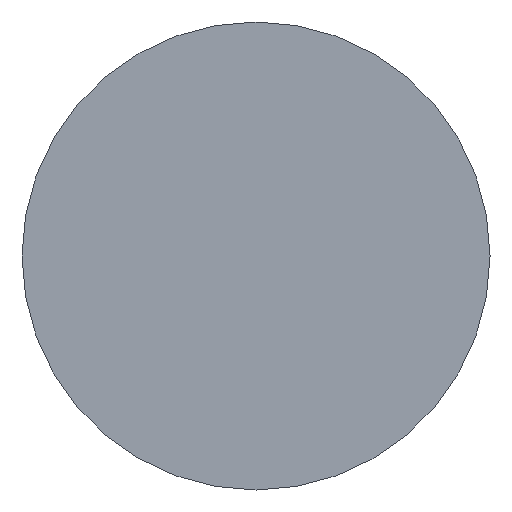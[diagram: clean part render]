
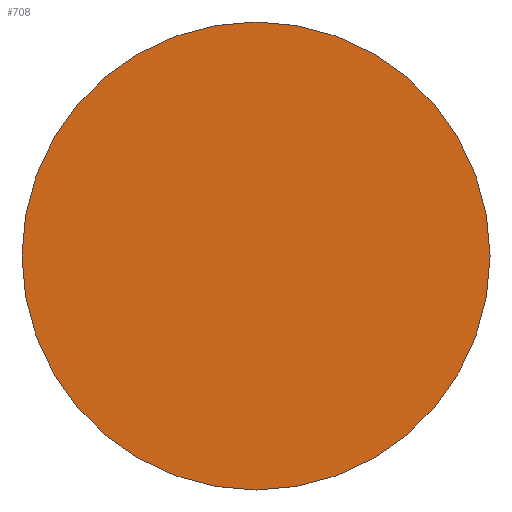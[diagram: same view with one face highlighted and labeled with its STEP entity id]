
A CAD part, front view. The second image highlights one B-rep face of the part: STEP entity #708.
In plain terms, the highlighted planar face has unit normal (0, -1, 0).
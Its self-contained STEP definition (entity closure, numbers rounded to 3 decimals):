
#56 = CARTESIAN_POINT ( 'NONE',  ( 0., 0., 30. ) ) ;
#92 = CARTESIAN_POINT ( 'NONE',  ( 0., 0., 0. ) ) ;
#106 = DIRECTION ( 'NONE',  ( 0., 0., 1. ) ) ;
#413 = AXIS2_PLACEMENT_3D ( 'NONE', #1090, #946, #1627 ) ;
#708 = ADVANCED_FACE ( 'NONE', ( #1349 ), #812, .F. ) ;
#793 = EDGE_CURVE ( 'NONE', #1455, #1335, #1768, .T. ) ;
#812 = PLANE ( 'NONE',  #1513 ) ;
#946 = DIRECTION ( 'NONE',  ( 0., 1., 0. ) ) ;
#1076 = ORIENTED_EDGE ( 'NONE', *, *, #793, .F. ) ;
#1090 = CARTESIAN_POINT ( 'NONE',  ( 0., 0., 0. ) ) ;
#1335 = VERTEX_POINT ( 'NONE', #1531 ) ;
#1349 = FACE_OUTER_BOUND ( 'NONE', #1353, .T. ) ;
#1353 = EDGE_LOOP ( 'NONE', ( #1076, #1417 ) ) ;
#1361 = DIRECTION ( 'NONE',  ( 0., 1., 0. ) ) ;
#1404 = CARTESIAN_POINT ( 'NONE',  ( 0., 0., 0. ) ) ;
#1417 = ORIENTED_EDGE ( 'NONE', *, *, #1783, .F. ) ;
#1419 = AXIS2_PLACEMENT_3D ( 'NONE', #1404, #1426, #1667 ) ;
#1426 = DIRECTION ( 'NONE',  ( 0., 1., 0. ) ) ;
#1455 = VERTEX_POINT ( 'NONE', #56 ) ;
#1513 = AXIS2_PLACEMENT_3D ( 'NONE', #92, #1361, #106 ) ;
#1531 = CARTESIAN_POINT ( 'NONE',  ( 0., 0., -30. ) ) ;
#1627 = DIRECTION ( 'NONE',  ( 0., 0., 1. ) ) ;
#1667 = DIRECTION ( 'NONE',  ( 0., 0., 1. ) ) ;
#1672 = CIRCLE ( 'NONE', #413, 30. ) ;
#1768 = CIRCLE ( 'NONE', #1419, 30. ) ;
#1783 = EDGE_CURVE ( 'NONE', #1335, #1455, #1672, .T. ) ;
